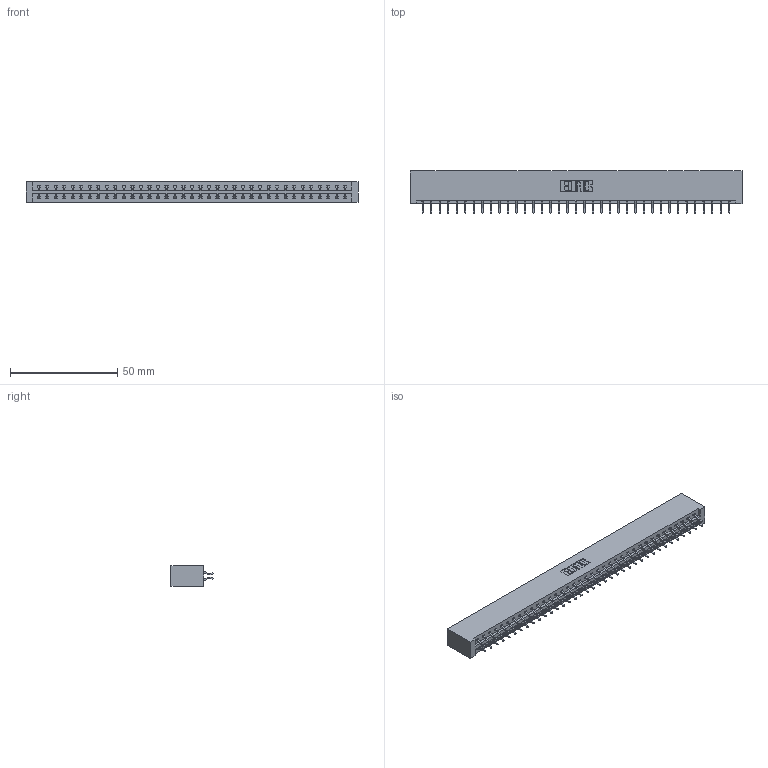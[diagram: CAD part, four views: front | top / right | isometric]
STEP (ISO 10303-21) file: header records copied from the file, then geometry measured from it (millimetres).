
FILE_DESCRIPTION (( 'STEP AP203' ), '1' );
FILE_NAME ('337-074-556-201.STEP', '2019-10-10T04:09:45', ( '' ), ( '' ), 'SwSTEP 2.0', 'SolidWorks 2016', '' );
FILE_SCHEMA (( 'CONFIG_CONTROL_DESIGN' ));
Length unit declared in the file: inch
Products named in the file (3): 337-074-556-201; 345-292-001_556 Tail; 337 Part_No Mounting Lugs
Assembly tree (75 placements, depth 2):
  337-074-556-201
    337 Part_No Mounting Lugs
    345-292-001_556 Tail  x74
Bounding box: 154.48 x 19.57 x 9.4 mm (x, y, z)
Volume: 16971.9 mm3; surface area: 19116.2 mm2
Topology: 75 solids, 75 shells, 4546 faces, 13533 edges, 8922 vertices
Faces by surface type: plane 3174, cylinder 1372
Entity records: 29277 total; most frequent: CARTESIAN_POINT 4950, ORIENTED_EDGE 4874, DIRECTION 4201, EDGE_CURVE 2437, VECTOR 2309, LINE 2309, VERTEX_POINT 1622, AXIS2_PLACEMENT_3D 946
